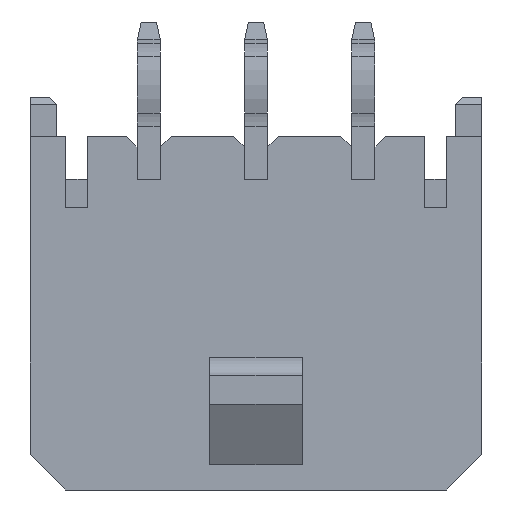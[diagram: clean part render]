
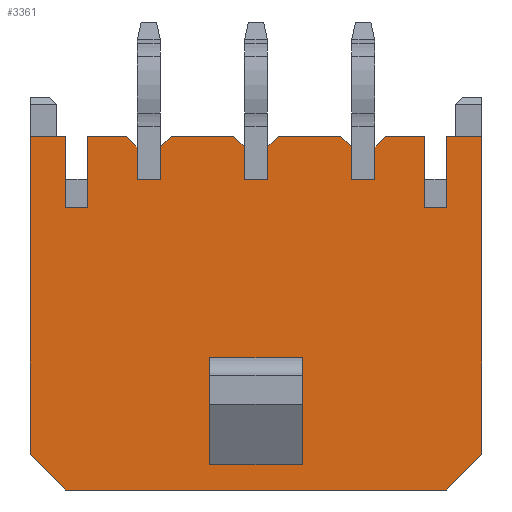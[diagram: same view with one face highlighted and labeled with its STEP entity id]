
A CAD part, front view. The second image highlights one B-rep face of the part: STEP entity #3361.
In plain terms, the highlighted planar face has unit normal (0, -1, 0).
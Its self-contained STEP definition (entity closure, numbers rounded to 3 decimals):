
#2=DIRECTION('',(-1.,0.,0.));
#3=VECTOR('',#2,2.6);
#4=CARTESIAN_POINT('',(1.3,-1.95,-6.2));
#5=LINE('',#4,#3);
#6=DIRECTION('',(1.,0.,0.));
#7=VECTOR('',#6,2.6);
#8=CARTESIAN_POINT('',(-1.3,-1.95,-9.2));
#9=LINE('',#8,#7);
#10=DIRECTION('',(1.,0.,0.));
#11=VECTOR('',#10,0.6);
#12=CARTESIAN_POINT('',(4.725,-1.95,-2.));
#13=LINE('',#12,#11);
#14=DIRECTION('',(0.,0.,-1.));
#15=VECTOR('',#14,2.);
#16=CARTESIAN_POINT('',(5.325,-1.95,0.));
#17=LINE('',#16,#15);
#18=DIRECTION('',(1.,0.,0.));
#19=VECTOR('',#18,1.);
#20=CARTESIAN_POINT('',(5.325,-1.95,0.));
#21=LINE('',#20,#19);
#22=DIRECTION('',(0.,0.,-1.));
#23=VECTOR('',#22,8.9);
#24=CARTESIAN_POINT('',(6.325,-1.95,0.));
#25=LINE('',#24,#23);
#26=DIRECTION('',(0.707,0.,0.707));
#27=VECTOR('',#26,1.414);
#28=CARTESIAN_POINT('',(5.325,-1.95,-9.9));
#29=LINE('',#28,#27);
#30=DIRECTION('',(-1.,0.,0.));
#31=VECTOR('',#30,10.65);
#32=CARTESIAN_POINT('',(5.325,-1.95,-9.9));
#33=LINE('',#32,#31);
#34=DIRECTION('',(0.707,0.,-0.707));
#35=VECTOR('',#34,1.414);
#36=CARTESIAN_POINT('',(-6.325,-1.95,-8.9));
#37=LINE('',#36,#35);
#38=DIRECTION('',(0.,0.,1.));
#39=VECTOR('',#38,8.9);
#40=CARTESIAN_POINT('',(-6.325,-1.95,-8.9));
#41=LINE('',#40,#39);
#42=DIRECTION('',(1.,0.,0.));
#43=VECTOR('',#42,1.);
#44=CARTESIAN_POINT('',(-6.325,-1.95,0.));
#45=LINE('',#44,#43);
#46=DIRECTION('',(0.,0.,-1.));
#47=VECTOR('',#46,2.);
#48=CARTESIAN_POINT('',(-5.325,-1.95,0.));
#49=LINE('',#48,#47);
#50=DIRECTION('',(1.,0.,0.));
#51=VECTOR('',#50,0.6);
#52=CARTESIAN_POINT('',(-5.325,-1.95,-2.));
#53=LINE('',#52,#51);
#54=DIRECTION('',(0.,0.,-1.));
#55=VECTOR('',#54,2.);
#56=CARTESIAN_POINT('',(-4.725,-1.95,0.));
#57=LINE('',#56,#55);
#58=DIRECTION('',(1.,0.,0.));
#59=VECTOR('',#58,1.095);
#60=CARTESIAN_POINT('',(-4.725,-1.95,0.));
#61=LINE('',#60,#59);
#62=DIRECTION('',(-0.707,0.,0.707));
#63=VECTOR('',#62,0.424);
#64=CARTESIAN_POINT('',(-3.33,-1.95,-0.3));
#65=LINE('',#64,#63);
#66=DIRECTION('',(0.,0.,-1.));
#67=VECTOR('',#66,0.9);
#68=CARTESIAN_POINT('',(-3.33,-1.95,-0.3));
#69=LINE('',#68,#67);
#70=DIRECTION('',(-1.,0.,0.));
#71=VECTOR('',#70,0.66);
#72=CARTESIAN_POINT('',(-2.67,-1.95,-1.2));
#73=LINE('',#72,#71);
#74=DIRECTION('',(0.,0.,-1.));
#75=VECTOR('',#74,0.9);
#76=CARTESIAN_POINT('',(-2.67,-1.95,-0.3));
#77=LINE('',#76,#75);
#78=DIRECTION('',(-0.707,0.,-0.707));
#79=VECTOR('',#78,0.424);
#80=CARTESIAN_POINT('',(-2.37,-1.95,0.));
#81=LINE('',#80,#79);
#82=DIRECTION('',(1.,0.,0.));
#83=VECTOR('',#82,1.74);
#84=CARTESIAN_POINT('',(-2.37,-1.95,0.));
#85=LINE('',#84,#83);
#86=DIRECTION('',(-0.707,0.,0.707));
#87=VECTOR('',#86,0.424);
#88=CARTESIAN_POINT('',(-0.33,-1.95,-0.3));
#89=LINE('',#88,#87);
#90=DIRECTION('',(0.,0.,-1.));
#91=VECTOR('',#90,0.9);
#92=CARTESIAN_POINT('',(-0.33,-1.95,-0.3));
#93=LINE('',#92,#91);
#94=DIRECTION('',(-1.,0.,0.));
#95=VECTOR('',#94,0.66);
#96=CARTESIAN_POINT('',(0.33,-1.95,-1.2));
#97=LINE('',#96,#95);
#98=DIRECTION('',(0.,0.,-1.));
#99=VECTOR('',#98,0.9);
#100=CARTESIAN_POINT('',(0.33,-1.95,-0.3));
#101=LINE('',#100,#99);
#102=DIRECTION('',(-0.707,0.,-0.707));
#103=VECTOR('',#102,0.424);
#104=CARTESIAN_POINT('',(0.63,-1.95,0.));
#105=LINE('',#104,#103);
#106=DIRECTION('',(1.,0.,0.));
#107=VECTOR('',#106,1.74);
#108=CARTESIAN_POINT('',(0.63,-1.95,0.));
#109=LINE('',#108,#107);
#110=DIRECTION('',(-0.707,0.,0.707));
#111=VECTOR('',#110,0.424);
#112=CARTESIAN_POINT('',(2.67,-1.95,-0.3));
#113=LINE('',#112,#111);
#114=DIRECTION('',(0.,0.,-1.));
#115=VECTOR('',#114,0.9);
#116=CARTESIAN_POINT('',(2.67,-1.95,-0.3));
#117=LINE('',#116,#115);
#118=DIRECTION('',(-1.,0.,0.));
#119=VECTOR('',#118,0.66);
#120=CARTESIAN_POINT('',(3.33,-1.95,-1.2));
#121=LINE('',#120,#119);
#122=DIRECTION('',(0.,0.,-1.));
#123=VECTOR('',#122,0.9);
#124=CARTESIAN_POINT('',(3.33,-1.95,-0.3));
#125=LINE('',#124,#123);
#126=DIRECTION('',(-0.707,0.,-0.707));
#127=VECTOR('',#126,0.424);
#128=CARTESIAN_POINT('',(3.63,-1.95,0.));
#129=LINE('',#128,#127);
#130=DIRECTION('',(1.,0.,0.));
#131=VECTOR('',#130,1.095);
#132=CARTESIAN_POINT('',(3.63,-1.95,0.));
#133=LINE('',#132,#131);
#134=DIRECTION('',(0.,0.,-1.));
#135=VECTOR('',#134,2.);
#136=CARTESIAN_POINT('',(4.725,-1.95,0.));
#137=LINE('',#136,#135);
#152=DIRECTION('',(0.,0.,-1.));
#153=VECTOR('',#152,3.);
#154=CARTESIAN_POINT('',(1.3,-1.95,-6.2));
#155=LINE('',#154,#153);
#172=DIRECTION('',(0.,0.,1.));
#173=VECTOR('',#172,3.);
#174=CARTESIAN_POINT('',(-1.3,-1.95,-9.2));
#175=LINE('',#174,#173);
#2528=CARTESIAN_POINT('',(-1.3,-1.95,-9.2));
#2529=CARTESIAN_POINT('',(1.3,-1.95,-9.2));
#2530=VERTEX_POINT('',#2528);
#2531=VERTEX_POINT('',#2529);
#2532=CARTESIAN_POINT('',(5.325,-1.95,-9.9));
#2533=CARTESIAN_POINT('',(6.325,-1.95,-8.9));
#2534=VERTEX_POINT('',#2532);
#2535=VERTEX_POINT('',#2533);
#2536=CARTESIAN_POINT('',(-6.325,-1.95,-8.9));
#2537=CARTESIAN_POINT('',(-5.325,-1.95,-9.9));
#2538=VERTEX_POINT('',#2536);
#2539=VERTEX_POINT('',#2537);
#2540=CARTESIAN_POINT('',(-6.325,-1.95,0.));
#2541=VERTEX_POINT('',#2540);
#2542=CARTESIAN_POINT('',(6.325,-1.95,0.));
#2543=VERTEX_POINT('',#2542);
#2608=CARTESIAN_POINT('',(-2.67,-1.95,-1.2));
#2609=CARTESIAN_POINT('',(-3.33,-1.95,-1.2));
#2610=VERTEX_POINT('',#2608);
#2611=VERTEX_POINT('',#2609);
#2616=CARTESIAN_POINT('',(0.33,-1.95,-1.2));
#2617=CARTESIAN_POINT('',(-0.33,-1.95,-1.2));
#2618=VERTEX_POINT('',#2616);
#2619=VERTEX_POINT('',#2617);
#2682=CARTESIAN_POINT('',(-0.33,-1.95,-0.3));
#2683=VERTEX_POINT('',#2682);
#2684=CARTESIAN_POINT('',(-0.63,-1.95,0.));
#2685=VERTEX_POINT('',#2684);
#2690=CARTESIAN_POINT('',(-3.33,-1.95,-0.3));
#2691=VERTEX_POINT('',#2690);
#2692=CARTESIAN_POINT('',(-3.63,-1.95,0.));
#2693=VERTEX_POINT('',#2692);
#2706=CARTESIAN_POINT('',(0.63,-1.95,0.));
#2707=CARTESIAN_POINT('',(0.33,-1.95,-0.3));
#2708=VERTEX_POINT('',#2706);
#2709=VERTEX_POINT('',#2707);
#2712=CARTESIAN_POINT('',(-2.37,-1.95,0.));
#2713=CARTESIAN_POINT('',(-2.67,-1.95,-0.3));
#2714=VERTEX_POINT('',#2712);
#2715=VERTEX_POINT('',#2713);
#2980=CARTESIAN_POINT('',(1.3,-1.95,-6.2));
#2981=CARTESIAN_POINT('',(-1.3,-1.95,-6.2));
#2982=VERTEX_POINT('',#2980);
#2983=VERTEX_POINT('',#2981);
#3040=CARTESIAN_POINT('',(3.33,-1.95,-1.2));
#3041=CARTESIAN_POINT('',(2.67,-1.95,-1.2));
#3042=VERTEX_POINT('',#3040);
#3043=VERTEX_POINT('',#3041);
#3058=CARTESIAN_POINT('',(2.67,-1.95,-0.3));
#3059=VERTEX_POINT('',#3058);
#3060=CARTESIAN_POINT('',(2.37,-1.95,0.));
#3061=VERTEX_POINT('',#3060);
#3062=CARTESIAN_POINT('',(3.63,-1.95,0.));
#3063=CARTESIAN_POINT('',(3.33,-1.95,-0.3));
#3064=VERTEX_POINT('',#3062);
#3065=VERTEX_POINT('',#3063);
#3076=CARTESIAN_POINT('',(4.725,-1.95,-2.));
#3077=CARTESIAN_POINT('',(5.325,-1.95,-2.));
#3078=VERTEX_POINT('',#3076);
#3079=VERTEX_POINT('',#3077);
#3080=CARTESIAN_POINT('',(5.325,-1.95,0.));
#3081=VERTEX_POINT('',#3080);
#3082=CARTESIAN_POINT('',(4.725,-1.95,0.));
#3083=VERTEX_POINT('',#3082);
#3084=CARTESIAN_POINT('',(-5.325,-1.95,-2.));
#3085=CARTESIAN_POINT('',(-4.725,-1.95,-2.));
#3086=VERTEX_POINT('',#3084);
#3087=VERTEX_POINT('',#3085);
#3088=CARTESIAN_POINT('',(-4.725,-1.95,0.));
#3089=VERTEX_POINT('',#3088);
#3090=CARTESIAN_POINT('',(-5.325,-1.95,0.));
#3091=VERTEX_POINT('',#3090);
#3280=CARTESIAN_POINT('',(0.,-1.95,0.));
#3281=DIRECTION('',(0.,1.,0.));
#3282=DIRECTION('',(1.,0.,0.));
#3283=AXIS2_PLACEMENT_3D('',#3280,#3281,#3282);
#3284=PLANE('',#3283);
#3286=ORIENTED_EDGE('',*,*,#3285,.T.);
#3288=ORIENTED_EDGE('',*,*,#3287,.F.);
#3290=ORIENTED_EDGE('',*,*,#3289,.T.);
#3292=ORIENTED_EDGE('',*,*,#3291,.T.);
#3294=ORIENTED_EDGE('',*,*,#3293,.F.);
#3296=ORIENTED_EDGE('',*,*,#3295,.T.);
#3298=ORIENTED_EDGE('',*,*,#3297,.F.);
#3300=ORIENTED_EDGE('',*,*,#3299,.T.);
#3302=ORIENTED_EDGE('',*,*,#3301,.T.);
#3304=ORIENTED_EDGE('',*,*,#3303,.T.);
#3306=ORIENTED_EDGE('',*,*,#3305,.T.);
#3308=ORIENTED_EDGE('',*,*,#3307,.F.);
#3310=ORIENTED_EDGE('',*,*,#3309,.T.);
#3312=ORIENTED_EDGE('',*,*,#3311,.F.);
#3314=ORIENTED_EDGE('',*,*,#3313,.T.);
#3316=ORIENTED_EDGE('',*,*,#3315,.F.);
#3318=ORIENTED_EDGE('',*,*,#3317,.F.);
#3320=ORIENTED_EDGE('',*,*,#3319,.F.);
#3322=ORIENTED_EDGE('',*,*,#3321,.T.);
#3324=ORIENTED_EDGE('',*,*,#3323,.F.);
#3326=ORIENTED_EDGE('',*,*,#3325,.T.);
#3328=ORIENTED_EDGE('',*,*,#3327,.F.);
#3330=ORIENTED_EDGE('',*,*,#3329,.F.);
#3332=ORIENTED_EDGE('',*,*,#3331,.F.);
#3334=ORIENTED_EDGE('',*,*,#3333,.T.);
#3336=ORIENTED_EDGE('',*,*,#3335,.F.);
#3338=ORIENTED_EDGE('',*,*,#3337,.T.);
#3340=ORIENTED_EDGE('',*,*,#3339,.F.);
#3342=ORIENTED_EDGE('',*,*,#3341,.F.);
#3344=ORIENTED_EDGE('',*,*,#3343,.F.);
#3346=ORIENTED_EDGE('',*,*,#3345,.T.);
#3348=ORIENTED_EDGE('',*,*,#3347,.T.);
#3349=EDGE_LOOP('',(#3286,#3288,#3290,#3292,#3294,#3296,#3298,#3300,#3302,#3304,
#3306,#3308,#3310,#3312,#3314,#3316,#3318,#3320,#3322,#3324,#3326,#3328,#3330,
#3332,#3334,#3336,#3338,#3340,#3342,#3344,#3346,#3348));
#3350=FACE_OUTER_BOUND('',#3349,.F.);
#3352=ORIENTED_EDGE('',*,*,#3351,.T.);
#3354=ORIENTED_EDGE('',*,*,#3353,.F.);
#3356=ORIENTED_EDGE('',*,*,#3355,.T.);
#3358=ORIENTED_EDGE('',*,*,#3357,.F.);
#3359=EDGE_LOOP('',(#3352,#3354,#3356,#3358));
#3360=FACE_BOUND('',#3359,.F.);
#3285=EDGE_CURVE('',#3078,#3079,#13,.T.);
#3287=EDGE_CURVE('',#3081,#3079,#17,.T.);
#3289=EDGE_CURVE('',#3081,#2543,#21,.T.);
#3291=EDGE_CURVE('',#2543,#2535,#25,.T.);
#3293=EDGE_CURVE('',#2534,#2535,#29,.T.);
#3295=EDGE_CURVE('',#2534,#2539,#33,.T.);
#3297=EDGE_CURVE('',#2538,#2539,#37,.T.);
#3299=EDGE_CURVE('',#2538,#2541,#41,.T.);
#3301=EDGE_CURVE('',#2541,#3091,#45,.T.);
#3303=EDGE_CURVE('',#3091,#3086,#49,.T.);
#3305=EDGE_CURVE('',#3086,#3087,#53,.T.);
#3307=EDGE_CURVE('',#3089,#3087,#57,.T.);
#3309=EDGE_CURVE('',#3089,#2693,#61,.T.);
#3311=EDGE_CURVE('',#2691,#2693,#65,.T.);
#3313=EDGE_CURVE('',#2691,#2611,#69,.T.);
#3315=EDGE_CURVE('',#2610,#2611,#73,.T.);
#3317=EDGE_CURVE('',#2715,#2610,#77,.T.);
#3319=EDGE_CURVE('',#2714,#2715,#81,.T.);
#3321=EDGE_CURVE('',#2714,#2685,#85,.T.);
#3323=EDGE_CURVE('',#2683,#2685,#89,.T.);
#3325=EDGE_CURVE('',#2683,#2619,#93,.T.);
#3327=EDGE_CURVE('',#2618,#2619,#97,.T.);
#3329=EDGE_CURVE('',#2709,#2618,#101,.T.);
#3331=EDGE_CURVE('',#2708,#2709,#105,.T.);
#3333=EDGE_CURVE('',#2708,#3061,#109,.T.);
#3335=EDGE_CURVE('',#3059,#3061,#113,.T.);
#3337=EDGE_CURVE('',#3059,#3043,#117,.T.);
#3339=EDGE_CURVE('',#3042,#3043,#121,.T.);
#3341=EDGE_CURVE('',#3065,#3042,#125,.T.);
#3343=EDGE_CURVE('',#3064,#3065,#129,.T.);
#3345=EDGE_CURVE('',#3064,#3083,#133,.T.);
#3347=EDGE_CURVE('',#3083,#3078,#137,.T.);
#3351=EDGE_CURVE('',#2982,#2983,#5,.T.);
#3353=EDGE_CURVE('',#2530,#2983,#175,.T.);
#3355=EDGE_CURVE('',#2530,#2531,#9,.T.);
#3357=EDGE_CURVE('',#2982,#2531,#155,.T.);
#3361=ADVANCED_FACE('',(#3350,#3360),#3284,.F.);
